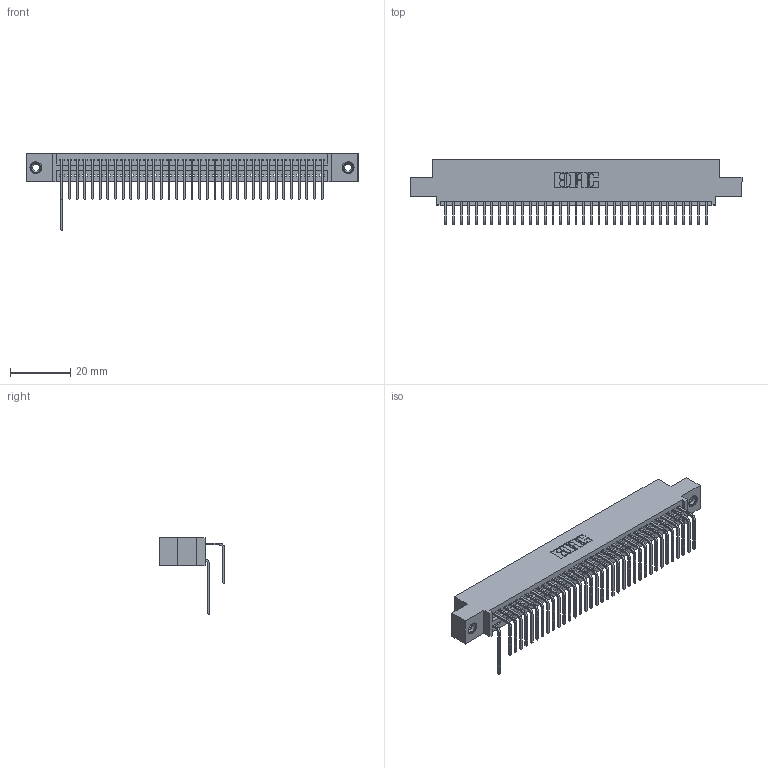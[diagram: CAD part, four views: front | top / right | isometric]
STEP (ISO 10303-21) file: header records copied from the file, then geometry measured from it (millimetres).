
FILE_DESCRIPTION (( 'STEP AP203' ), '1' );
FILE_NAME ('395-070-558-508.STEP', '2018-11-27T02:20:53', ( '' ), ( '' ), 'SwSTEP 2.0', 'SolidWorks 2016', '' );
FILE_SCHEMA (( 'CONFIG_CONTROL_DESIGN' ));
Length unit declared in the file: inch
Products named in the file (5): 345-292-001_558 Tail - 2; 345 Part_0.110 Offset - 0.156 Dia-TI; 345-250-001_345-250-003-102; 395-070-558-508; 345-292-001_558 559 Tail - 1
Assembly tree (39 placements, depth 2):
  395-070-558-508
    345 Part_0.110 Offset - 0.156 Dia-TI
    345-292-001_558 559 Tail - 1
    345-292-001_558 Tail - 2  x35
    345-250-001_345-250-003-102  x2
Bounding box: 110.11 x 21.83 x 25.53 mm (x, y, z)
Volume: 10452.4 mm3; surface area: 14661.9 mm2
Topology: 39 solids, 39 shells, 2334 faces, 6987 edges, 4602 vertices
Faces by surface type: plane 1614, cylinder 704, cone 12, torus 4
Entity records: 30286 total; most frequent: CARTESIAN_POINT 5260, ORIENTED_EDGE 5170, DIRECTION 4607, EDGE_CURVE 2585, VECTOR 2253, LINE 2253, VERTEX_POINT 1716, AXIS2_PLACEMENT_3D 1177
